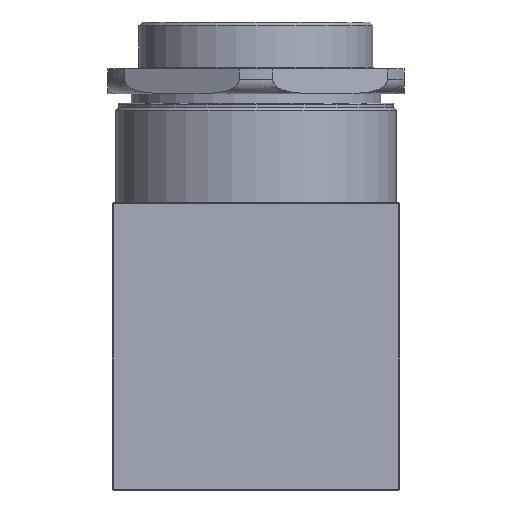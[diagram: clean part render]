
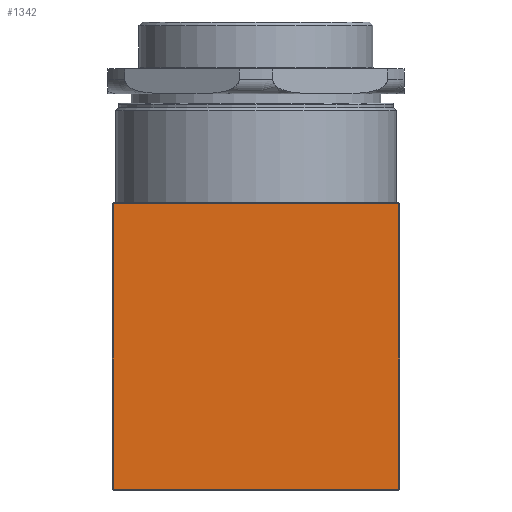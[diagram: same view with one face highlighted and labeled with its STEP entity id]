
A CAD part, front view. The second image highlights one B-rep face of the part: STEP entity #1342.
In plain terms, the highlighted planar face has unit normal (0, -1, 0).
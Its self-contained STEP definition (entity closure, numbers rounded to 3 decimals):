
#107=LINE('',#2556,#162);
#110=LINE('',#2560,#165);
#118=LINE('',#2572,#173);
#120=LINE('',#2575,#175);
#162=VECTOR('',#1954,10.);
#165=VECTOR('',#1959,10.);
#173=VECTOR('',#1975,10.);
#175=VECTOR('',#1979,10.);
#276=FACE_OUTER_BOUND('',#365,.T.);
#365=EDGE_LOOP('',(#1129,#1130,#1131,#1132));
#580=VERTEX_POINT('',#2488);
#583=VERTEX_POINT('',#2495);
#584=VERTEX_POINT('',#2499);
#594=VERTEX_POINT('',#2521);
#767=EDGE_CURVE('',#584,#594,#107,.T.);
#770=EDGE_CURVE('',#594,#583,#110,.T.);
#778=EDGE_CURVE('',#580,#584,#118,.T.);
#780=EDGE_CURVE('',#583,#580,#120,.T.);
#1129=ORIENTED_EDGE('',*,*,#767,.F.);
#1130=ORIENTED_EDGE('',*,*,#778,.F.);
#1131=ORIENTED_EDGE('',*,*,#780,.F.);
#1132=ORIENTED_EDGE('',*,*,#770,.F.);
#1183=PLANE('',#1557);
#1342=ADVANCED_FACE('',(#276),#1183,.T.);
#1557=AXIS2_PLACEMENT_3D('',#2584,#1992,#1993);
#1954=DIRECTION('',(0.,0.,-1.));
#1959=DIRECTION('',(-1.,0.,0.));
#1975=DIRECTION('',(1.,0.,0.));
#1979=DIRECTION('',(0.,0.,1.));
#1992=DIRECTION('center_axis',(0.,-1.,0.));
#1993=DIRECTION('ref_axis',(1.,0.,0.));
#2488=CARTESIAN_POINT('',(-45.75,-46.,-19.75));
#2495=CARTESIAN_POINT('',(-45.75,-46.,-111.25));
#2499=CARTESIAN_POINT('',(45.75,-46.,-19.75));
#2521=CARTESIAN_POINT('',(45.75,-46.,-111.25));
#2556=CARTESIAN_POINT('',(45.75,-46.,-111.5));
#2560=CARTESIAN_POINT('',(-23.,-46.,-111.25));
#2572=CARTESIAN_POINT('',(-23.,-46.,-19.75));
#2575=CARTESIAN_POINT('',(-45.75,-46.,-111.5));
#2584=CARTESIAN_POINT('Origin',(-46.,-46.,-111.5));
